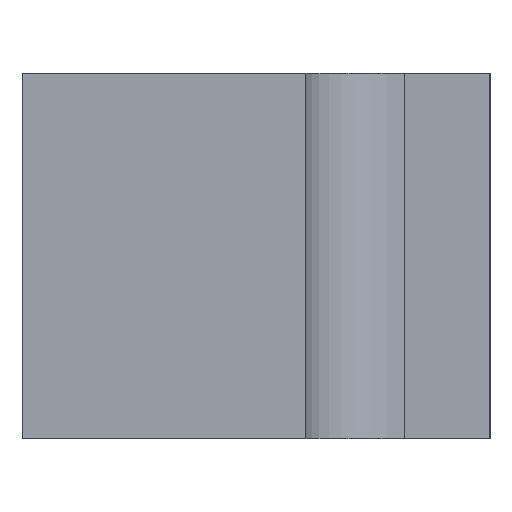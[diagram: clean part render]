
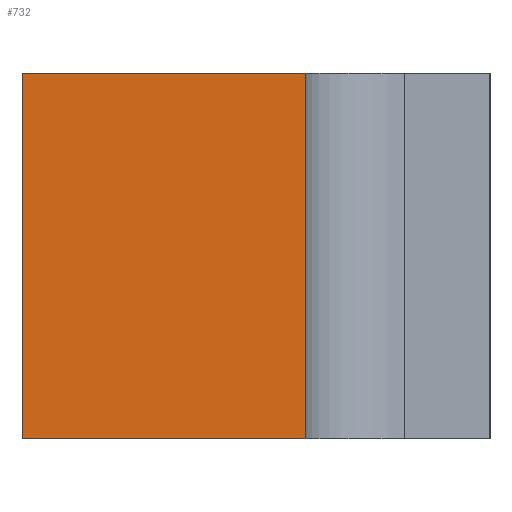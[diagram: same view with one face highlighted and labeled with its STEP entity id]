
A CAD part, left-side view. The second image highlights one B-rep face of the part: STEP entity #732.
In plain terms, the highlighted planar face has unit normal (-1, 0, 0).
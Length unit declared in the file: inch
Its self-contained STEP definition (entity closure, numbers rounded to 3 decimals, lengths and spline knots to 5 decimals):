
#63=PLANE('',#818);
#106=FACE_OUTER_BOUND('',#157,.T.);
#157=EDGE_LOOP('',(#640,#641,#642,#643));
#222=LINE('',#1235,#289);
#227=LINE('',#1247,#294);
#228=LINE('',#1249,#295);
#229=LINE('',#1250,#296);
#289=VECTOR('',#1003,0.3937);
#294=VECTOR('',#1012,0.3937);
#295=VECTOR('',#1013,0.3937);
#296=VECTOR('',#1014,0.3937);
#386=VERTEX_POINT('',#1232);
#387=VERTEX_POINT('',#1234);
#392=VERTEX_POINT('',#1246);
#393=VERTEX_POINT('',#1248);
#474=EDGE_CURVE('',#386,#387,#222,.T.);
#480=EDGE_CURVE('',#392,#386,#227,.T.);
#481=EDGE_CURVE('',#393,#392,#228,.T.);
#482=EDGE_CURVE('',#387,#393,#229,.T.);
#640=ORIENTED_EDGE('',*,*,#480,.F.);
#641=ORIENTED_EDGE('',*,*,#481,.F.);
#642=ORIENTED_EDGE('',*,*,#482,.F.);
#643=ORIENTED_EDGE('',*,*,#474,.F.);
#732=ADVANCED_FACE('',(#106),#63,.T.);
#818=AXIS2_PLACEMENT_3D('',#1245,#1010,#1011);
#1003=DIRECTION('',(0.,1.,0.));
#1010=DIRECTION('center_axis',(-1.,0.,0.));
#1011=DIRECTION('ref_axis',(0.,-1.,0.));
#1012=DIRECTION('',(0.,0.,-1.));
#1013=DIRECTION('',(0.,-1.,0.));
#1014=DIRECTION('',(0.,0.,1.));
#1232=CARTESIAN_POINT('',(-4.,-0.19886,-0.73));
#1234=CARTESIAN_POINT('',(-4.,0.935,-0.73));
#1235=CARTESIAN_POINT('',(-4.,-0.935,-0.73));
#1245=CARTESIAN_POINT('Origin',(-4.,0.935,0.));
#1246=CARTESIAN_POINT('',(-4.,-0.19886,0.73));
#1247=CARTESIAN_POINT('',(-4.,-0.19886,0.));
#1248=CARTESIAN_POINT('',(-4.,0.935,0.73));
#1249=CARTESIAN_POINT('',(-4.,-0.935,0.73));
#1250=CARTESIAN_POINT('',(-4.,0.935,0.));
